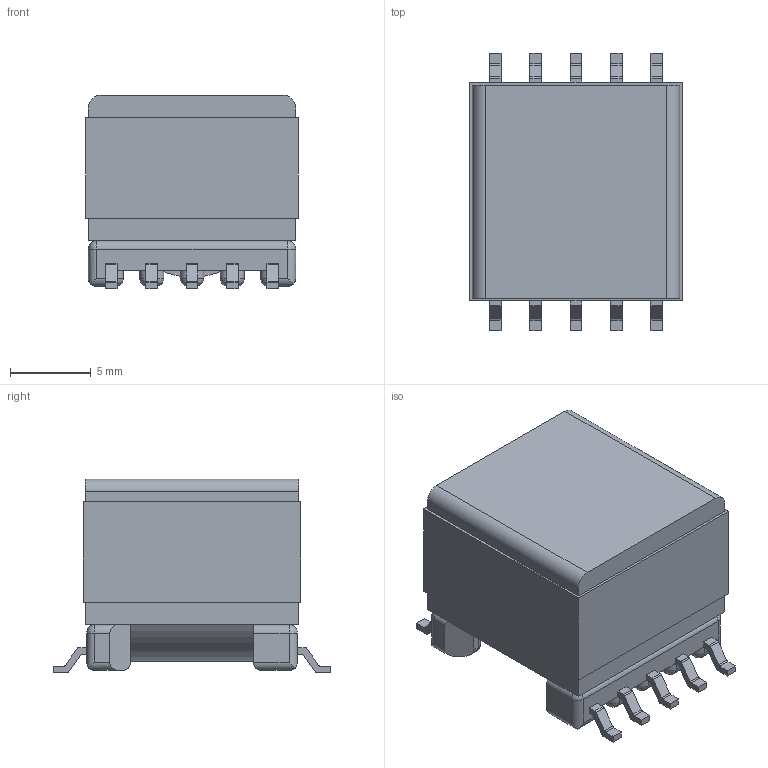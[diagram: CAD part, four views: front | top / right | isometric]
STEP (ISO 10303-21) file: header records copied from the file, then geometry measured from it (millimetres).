
FILE_DESCRIPTION(/* description */ ('Unknown'),/* implementation_level */ '2;1');
FILE_NAME(/* name */ 'T_Wurth_WE-IBTI-EP13_L13.46W17.75H12.7',/* time_stamp */ '2025-12-25T14:59:46+08:00',/* author */ ('Unknown'),/* organization */ ('Unknown'),/* preprocessor_version */ 'ST-DEVELOPER v19.4',/* originating_system */ 'Solid Edge',/* authorisation */ 'Unknown');
FILE_SCHEMA (('AUTOMOTIVE_DESIGN {1 0 10303 214 3 1 1}'));
Length unit declared in the file: millimetre
Products named in the file (2): T_Wurth_WE-IBTI-EP13_L13.46W17.75H12.7
Assembly tree (1 placements, depth 2):
  T_Wurth_WE-IBTI-EP13_L13.46W17.75H12.7
    T_Wurth_WE-IBTI-EP13_L13.46W17.75H12.7
Bounding box: 13.1 x 17.16 x 11.96 mm (x, y, z)
Volume: 1716.9 mm3; surface area: 1899.8 mm2
Topology: 1 solids, 2 shells, 360 faces, 974 edges, 583 vertices
Faces by surface type: plane 190, cylinder 134, sphere 36
Entity records: 13463 total; most frequent: CARTESIAN_POINT 1991, DIRECTION 1887, ORIENTED_EDGE 1876, EDGE_CURVE 938, LINE 641, VECTOR 641, AXIS2_PLACEMENT_3D 623, VERTEX_POINT 583
